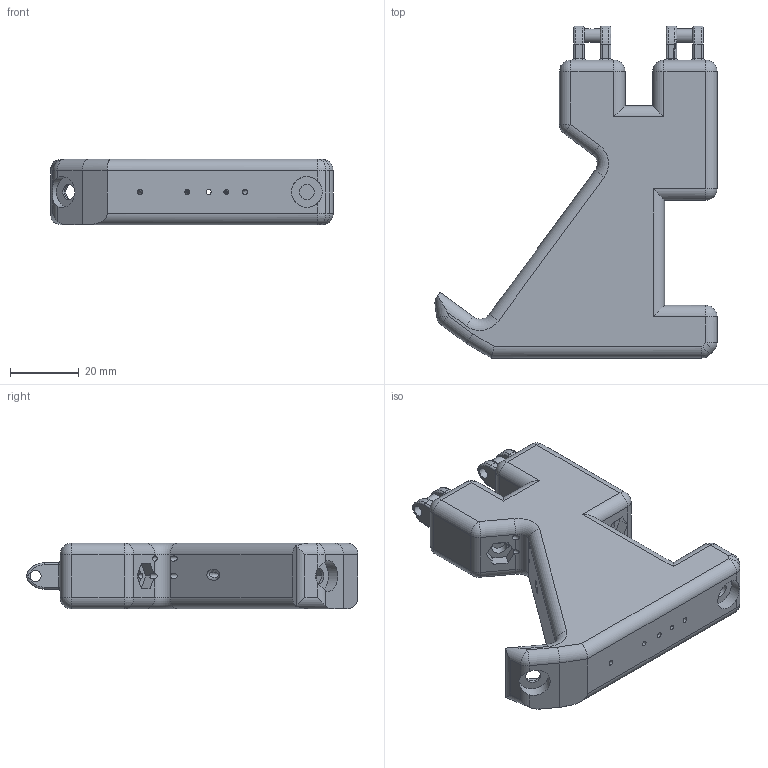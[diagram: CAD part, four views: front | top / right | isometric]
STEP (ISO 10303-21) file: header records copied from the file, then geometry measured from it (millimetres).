
FILE_DESCRIPTION(/* description */ ('STEP AP242 Edition 2','CAx-IF Rec.Pracs.---Representation and Presentation of Product Manufacturing Information (PMI)---4.0---2014-10-13','CAx-IF Rec.Pracs.---3D Tessellated Geometry---0.4---2014-09-14','2;1','CAx-IF Rec.Pracs.---User Defined Attributes---1.5---2016-08-15'),/* implementation_level */ '2;1');
FILE_NAME(/* name */ '6926a6e2630f6ec4547a5379',/* time_stamp */ '2025-11-26T07:06:10Z',/* author */ (''),/* organization */ (''),/* preprocessor_version */ 'ST-DEVELOPER v20',/* originating_system */ 'ONSHAPE BY PTC INC, 1.207',/* authorisation */ ' ');
FILE_SCHEMA (('AP242_MANAGED_MODEL_BASED_3D_ENGINEERING_MIM_LF { 1 0 10303 442 3 1 4 }'));
Length unit declared in the file: metre
Products named in the file (1): Palm
Bounding box: 81.82 x 96.25 x 19.05 mm (x, y, z)
Volume: 71125.3 mm3; surface area: 17013.5 mm2
Topology: 1 solids, 1 shells, 265 faces, 676 edges, 390 vertices
Faces by surface type: cylinder 108, plane 79, torus 39, bspline 23, sphere 16
Full cylindrical faces by diameter (mm): 1.5 x6, 3.2 x2, 4 x2, 4.394 x2, 4.4 x2, 8.94 x1, 8.941 x1
Entity records: 8576 total; most frequent: CARTESIAN_POINT 2505, DIRECTION 1295, ORIENTED_EDGE 1220, EDGE_CURVE 610, AXIS2_PLACEMENT_3D 514, VERTEX_POINT 370, EDGE_LOOP 326, FACE_BOUND 326
